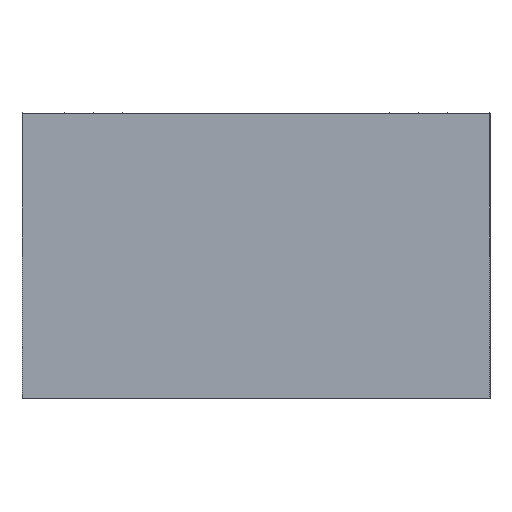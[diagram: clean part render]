
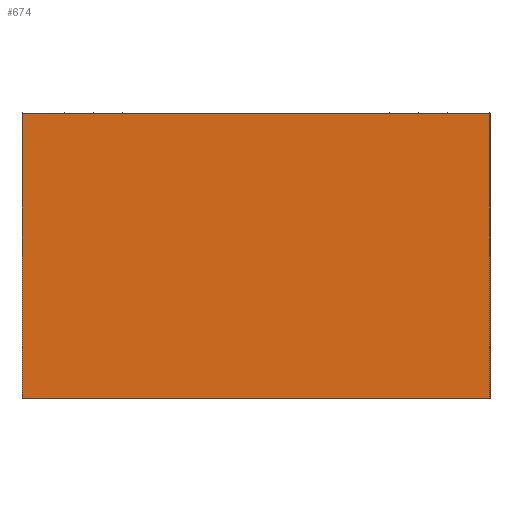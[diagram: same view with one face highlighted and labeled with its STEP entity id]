
A CAD part, left-side view. The second image highlights one B-rep face of the part: STEP entity #674.
In plain terms, the highlighted planar face has unit normal (-1, 0, 0).
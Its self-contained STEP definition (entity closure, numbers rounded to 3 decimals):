
#170 = ORIENTED_EDGE ( 'NONE', *, *, #540, .T. ) ;
#172 = FACE_OUTER_BOUND ( 'NONE', #997, .T. ) ;
#273 = CARTESIAN_POINT ( 'NONE',  ( -86.959, -52.919, 38.897 ) ) ;
#383 = VECTOR ( 'NONE', #436, 1000. ) ;
#436 = DIRECTION ( 'NONE',  ( 0., -1., 0. ) ) ;
#457 = CARTESIAN_POINT ( 'NONE',  ( -86.959, -16.919, 16.897 ) ) ;
#469 = DIRECTION ( 'NONE',  ( 0., 1., 0. ) ) ;
#540 = EDGE_CURVE ( 'NONE', #1254, #1267, #1223, .T. ) ;
#585 = DIRECTION ( 'NONE',  ( -1., 0., 0. ) ) ;
#613 = VERTEX_POINT ( 'NONE', #992 ) ;
#620 = ORIENTED_EDGE ( 'NONE', *, *, #1033, .T. ) ;
#674 = ADVANCED_FACE ( 'NONE', ( #172 ), #1339, .T. ) ;
#683 = DIRECTION ( 'NONE',  ( 0., 0., -1. ) ) ;
#718 = LINE ( 'NONE', #1113, #1359 ) ;
#723 = CARTESIAN_POINT ( 'NONE',  ( -86.959, -16.919, 16.897 ) ) ;
#727 = EDGE_CURVE ( 'NONE', #613, #1254, #965, .T. ) ;
#768 = LINE ( 'NONE', #1032, #896 ) ;
#858 = EDGE_CURVE ( 'NONE', #963, #613, #718, .T. ) ;
#896 = VECTOR ( 'NONE', #1038, 1000. ) ;
#961 = AXIS2_PLACEMENT_3D ( 'NONE', #457, #585, #1354 ) ;
#963 = VERTEX_POINT ( 'NONE', #273 ) ;
#965 = LINE ( 'NONE', #1005, #1301 ) ;
#967 = ORIENTED_EDGE ( 'NONE', *, *, #858, .T. ) ;
#970 = CARTESIAN_POINT ( 'NONE',  ( -86.959, -34.919, 16.897 ) ) ;
#992 = CARTESIAN_POINT ( 'NONE',  ( -86.959, -16.919, 38.897 ) ) ;
#997 = EDGE_LOOP ( 'NONE', ( #967, #1184, #170, #620 ) ) ;
#1005 = CARTESIAN_POINT ( 'NONE',  ( -86.959, -16.919, 27.897 ) ) ;
#1032 = CARTESIAN_POINT ( 'NONE',  ( -86.959, -52.919, 27.897 ) ) ;
#1033 = EDGE_CURVE ( 'NONE', #1267, #963, #768, .T. ) ;
#1038 = DIRECTION ( 'NONE',  ( 0., 0., 1. ) ) ;
#1047 = CARTESIAN_POINT ( 'NONE',  ( -86.959, -52.919, 16.897 ) ) ;
#1113 = CARTESIAN_POINT ( 'NONE',  ( -86.959, -34.919, 38.897 ) ) ;
#1184 = ORIENTED_EDGE ( 'NONE', *, *, #727, .T. ) ;
#1223 = LINE ( 'NONE', #970, #383 ) ;
#1254 = VERTEX_POINT ( 'NONE', #723 ) ;
#1267 = VERTEX_POINT ( 'NONE', #1047 ) ;
#1301 = VECTOR ( 'NONE', #683, 1000. ) ;
#1339 = PLANE ( 'NONE',  #961 ) ;
#1354 = DIRECTION ( 'NONE',  ( 0., -1., 0. ) ) ;
#1359 = VECTOR ( 'NONE', #469, 1000. ) ;
